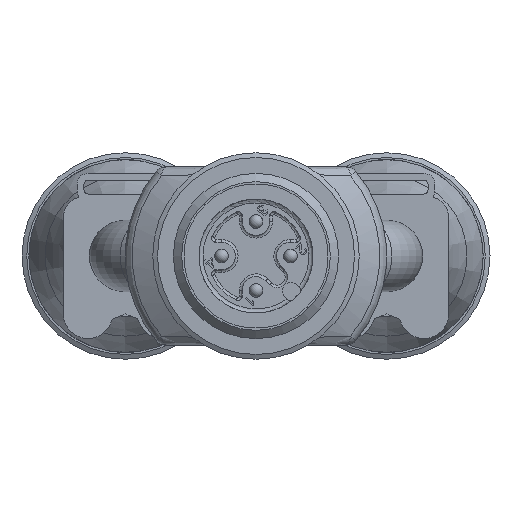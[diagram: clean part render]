
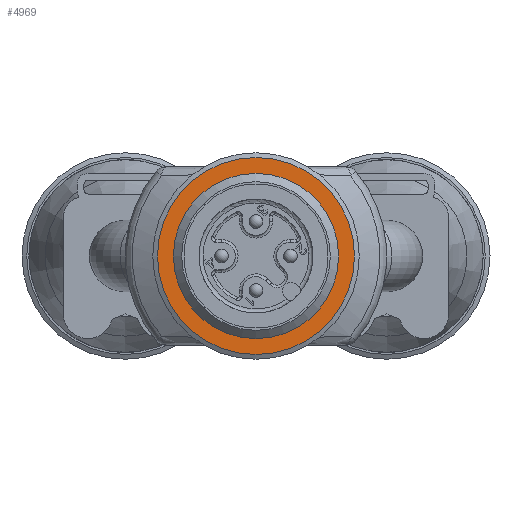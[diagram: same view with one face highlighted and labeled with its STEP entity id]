
A CAD part, front view. The second image highlights one B-rep face of the part: STEP entity #4969.
In plain terms, the highlighted planar face has unit normal (0, -1, 0).
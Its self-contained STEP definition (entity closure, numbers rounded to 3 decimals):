
#1438=PLANE('',#18514);
#4969=ADVANCED_FACE('',(#6067,#6068),#1438,.F.);
#6067=FACE_BOUND('',#6747,.T.);
#6068=FACE_BOUND('',#6748,.T.);
#6747=EDGE_LOOP('',(#9603));
#6748=EDGE_LOOP('',(#9604));
#9603=ORIENTED_EDGE('',*,*,#15276,.F.);
#9604=ORIENTED_EDGE('',*,*,#15275,.T.);
#13278=VERTEX_POINT('',#29528);
#13279=VERTEX_POINT('',#29531);
#15275=EDGE_CURVE('',#13278,#13278,#17184,.T.);
#15276=EDGE_CURVE('',#13279,#13279,#17185,.T.);
#17184=CIRCLE('',#18511,7.154);
#17185=CIRCLE('',#18513,6.);
#18511=AXIS2_PLACEMENT_3D('',#29527,#21677,#21678);
#18513=AXIS2_PLACEMENT_3D('',#29530,#21681,#21682);
#18514=AXIS2_PLACEMENT_3D('',#29532,#21683,#21684);
#21677=DIRECTION('',(0.,-1.,0.));
#21678=DIRECTION('',(0.5,0.,-0.866));
#21681=DIRECTION('',(0.,-1.,0.));
#21682=DIRECTION('',(0.5,0.,-0.866));
#21683=DIRECTION('',(0.,1.,0.));
#21684=DIRECTION('',(-0.5,0.,0.866));
#29527=CARTESIAN_POINT('',(67.686,-62.786,0.));
#29528=CARTESIAN_POINT('',(71.263,-62.786,-6.195));
#29530=CARTESIAN_POINT('',(67.686,-62.786,0.));
#29531=CARTESIAN_POINT('',(70.686,-62.786,-5.196));
#29532=CARTESIAN_POINT('',(73.881,-62.786,3.577));
